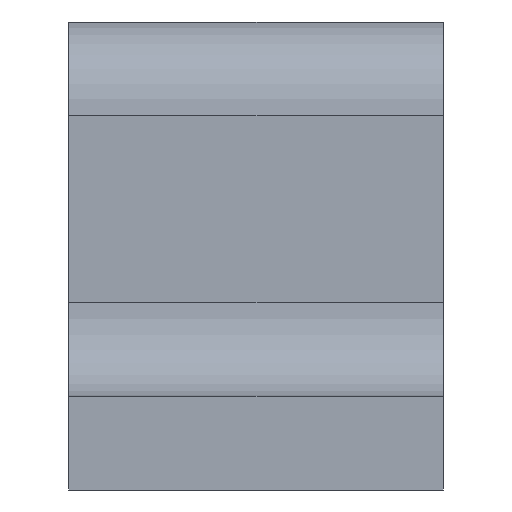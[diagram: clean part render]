
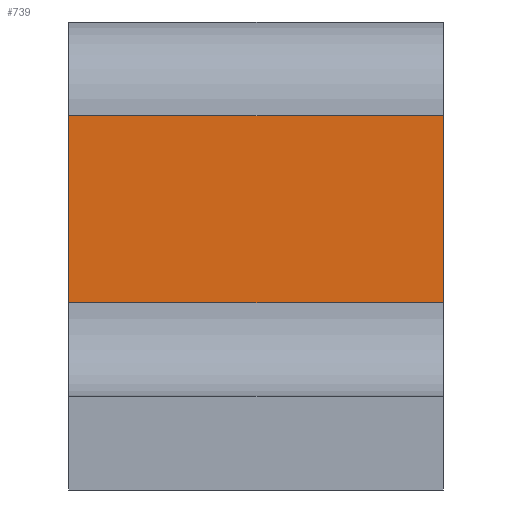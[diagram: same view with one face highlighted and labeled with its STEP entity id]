
A CAD part, left-side view. The second image highlights one B-rep face of the part: STEP entity #739.
In plain terms, the highlighted planar face has unit normal (-1, 0, 0).
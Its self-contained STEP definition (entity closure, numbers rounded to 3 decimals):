
#37=FACE_OUTER_BOUND('',#75,.T.);
#75=EDGE_LOOP('',(#567,#568,#569,#570));
#118=LINE('',#1045,#210);
#166=LINE('',#1159,#258);
#167=LINE('',#1163,#259);
#168=LINE('',#1164,#260);
#210=VECTOR('',#840,10.);
#258=VECTOR('',#932,10.);
#259=VECTOR('',#937,10.);
#260=VECTOR('',#938,10.);
#303=VERTEX_POINT('',#1042);
#304=VERTEX_POINT('',#1044);
#348=VERTEX_POINT('',#1158);
#349=VERTEX_POINT('',#1162);
#375=EDGE_CURVE('',#304,#303,#118,.T.);
#432=EDGE_CURVE('',#304,#348,#166,.T.);
#434=EDGE_CURVE('',#349,#303,#167,.T.);
#435=EDGE_CURVE('',#349,#348,#168,.T.);
#567=ORIENTED_EDGE('',*,*,#375,.T.);
#568=ORIENTED_EDGE('',*,*,#434,.F.);
#569=ORIENTED_EDGE('',*,*,#435,.T.);
#570=ORIENTED_EDGE('',*,*,#432,.F.);
#706=PLANE('',#802);
#739=ADVANCED_FACE('',(#37),#706,.T.);
#802=AXIS2_PLACEMENT_3D('',#1161,#935,#936);
#840=DIRECTION('',(0.,0.,-1.));
#932=DIRECTION('',(0.,-1.,0.));
#935=DIRECTION('center_axis',(-1.,0.,0.));
#936=DIRECTION('ref_axis',(0.,-1.,0.));
#937=DIRECTION('',(0.,1.,0.));
#938=DIRECTION('',(0.,0.,1.));
#1042=CARTESIAN_POINT('',(-44.,3.,2.));
#1044=CARTESIAN_POINT('',(-44.,3.,6.));
#1045=CARTESIAN_POINT('',(-44.,3.,0.));
#1158=CARTESIAN_POINT('',(-44.,-5.,6.));
#1159=CARTESIAN_POINT('',(-44.,2.5,6.));
#1161=CARTESIAN_POINT('Origin',(-44.,5.,0.));
#1162=CARTESIAN_POINT('',(-44.,-5.,2.));
#1163=CARTESIAN_POINT('',(-44.,2.5,2.));
#1164=CARTESIAN_POINT('',(-44.,-5.,0.));
